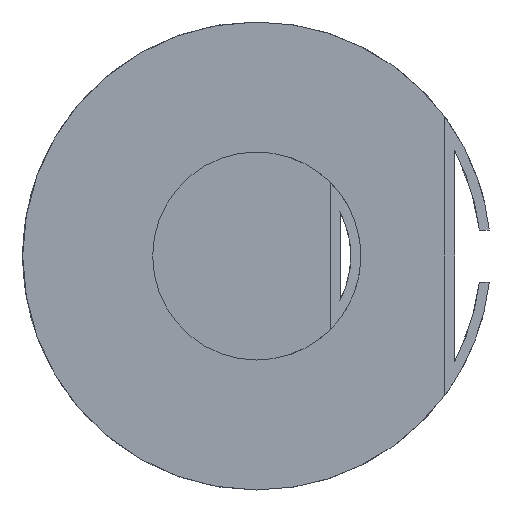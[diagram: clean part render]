
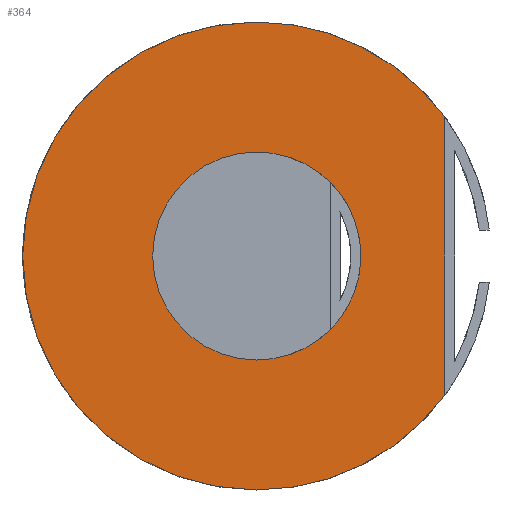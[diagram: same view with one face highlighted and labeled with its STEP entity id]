
A CAD part, front view. The second image highlights one B-rep face of the part: STEP entity #364.
In plain terms, the highlighted planar face has unit normal (0, -1, 0).
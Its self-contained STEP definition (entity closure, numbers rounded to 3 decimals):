
#2 = LINE ( 'NONE', #423, #774 ) ;
#5 = FACE_BOUND ( 'NONE', #436, .T. ) ;
#6 = ORIENTED_EDGE ( 'NONE', *, *, #193, .T. ) ;
#21 = ORIENTED_EDGE ( 'NONE', *, *, #331, .T. ) ;
#36 = DIRECTION ( 'NONE',  ( 0., 1., 0. ) ) ;
#49 = CARTESIAN_POINT ( 'NONE',  ( 0., 22., 45. ) ) ;
#50 = CARTESIAN_POINT ( 'NONE',  ( 0., 22., 0. ) ) ;
#66 = ORIENTED_EDGE ( 'NONE', *, *, #442, .F. ) ;
#68 = DIRECTION ( 'NONE',  ( 0., 0., 1. ) ) ;
#77 = ORIENTED_EDGE ( 'NONE', *, *, #78, .F. ) ;
#78 = EDGE_CURVE ( 'NONE', #776, #540, #320, .T. ) ;
#97 = CIRCLE ( 'NONE', #192, 45. ) ;
#109 = CIRCLE ( 'NONE', #548, 45. ) ;
#110 = DIRECTION ( 'NONE',  ( 0., 1., 0. ) ) ;
#144 = ORIENTED_EDGE ( 'NONE', *, *, #269, .T. ) ;
#166 = CARTESIAN_POINT ( 'NONE',  ( 36.142, 22., -26.809 ) ) ;
#187 = DIRECTION ( 'NONE',  ( 0., 0., 1. ) ) ;
#188 = EDGE_CURVE ( 'NONE', #540, #758, #97, .T. ) ;
#192 = AXIS2_PLACEMENT_3D ( 'NONE', #521, #261, #403 ) ;
#193 = EDGE_CURVE ( 'NONE', #679, #204, #534, .T. ) ;
#204 = VERTEX_POINT ( 'NONE', #695 ) ;
#230 = FACE_OUTER_BOUND ( 'NONE', #433, .T. ) ;
#261 = DIRECTION ( 'NONE',  ( 0., 1., 0. ) ) ;
#262 = AXIS2_PLACEMENT_3D ( 'NONE', #50, #355, #601 ) ;
#269 = EDGE_CURVE ( 'NONE', #204, #679, #673, .T. ) ;
#270 = CARTESIAN_POINT ( 'NONE',  ( 0., 22., 0. ) ) ;
#306 = CARTESIAN_POINT ( 'NONE',  ( 0., 22., -45. ) ) ;
#315 = CARTESIAN_POINT ( 'NONE',  ( 0., 22., 0. ) ) ;
#320 = CIRCLE ( 'NONE', #767, 45. ) ;
#331 = EDGE_CURVE ( 'NONE', #776, #424, #2, .T. ) ;
#341 = DIRECTION ( 'NONE',  ( 0., 0., 1. ) ) ;
#350 = PLANE ( 'NONE',  #712 ) ;
#355 = DIRECTION ( 'NONE',  ( 0., 1., 0. ) ) ;
#364 = ADVANCED_FACE ( 'NONE', ( #5, #230 ), #350, .F. ) ;
#384 = CARTESIAN_POINT ( 'NONE',  ( 0., 22., 20. ) ) ;
#403 = DIRECTION ( 'NONE',  ( 0., 0., 1. ) ) ;
#417 = ORIENTED_EDGE ( 'NONE', *, *, #188, .F. ) ;
#423 = CARTESIAN_POINT ( 'NONE',  ( 36.142, 22., 0. ) ) ;
#424 = VERTEX_POINT ( 'NONE', #496 ) ;
#425 = DIRECTION ( 'NONE',  ( 0., 0., 1. ) ) ;
#433 = EDGE_LOOP ( 'NONE', ( #77, #21, #66, #417 ) ) ;
#436 = EDGE_LOOP ( 'NONE', ( #144, #6 ) ) ;
#442 = EDGE_CURVE ( 'NONE', #758, #424, #109, .T. ) ;
#489 = CARTESIAN_POINT ( 'NONE',  ( 0., 22., 0. ) ) ;
#496 = CARTESIAN_POINT ( 'NONE',  ( 36.142, 22., 26.809 ) ) ;
#498 = DIRECTION ( 'NONE',  ( 0., 1., 0. ) ) ;
#521 = CARTESIAN_POINT ( 'NONE',  ( 0., 22., 0. ) ) ;
#534 = CIRCLE ( 'NONE', #635, 20. ) ;
#540 = VERTEX_POINT ( 'NONE', #306 ) ;
#548 = AXIS2_PLACEMENT_3D ( 'NONE', #315, #498, #68 ) ;
#566 = DIRECTION ( 'NONE',  ( 0., 1., 0. ) ) ;
#601 = DIRECTION ( 'NONE',  ( 0., 0., 1. ) ) ;
#635 = AXIS2_PLACEMENT_3D ( 'NONE', #270, #36, #341 ) ;
#662 = CARTESIAN_POINT ( 'NONE',  ( 0., 22., 0. ) ) ;
#673 = CIRCLE ( 'NONE', #262, 20. ) ;
#679 = VERTEX_POINT ( 'NONE', #384 ) ;
#695 = CARTESIAN_POINT ( 'NONE',  ( 0., 22., -20. ) ) ;
#712 = AXIS2_PLACEMENT_3D ( 'NONE', #662, #110, #425 ) ;
#758 = VERTEX_POINT ( 'NONE', #49 ) ;
#767 = AXIS2_PLACEMENT_3D ( 'NONE', #489, #566, #187 ) ;
#770 = DIRECTION ( 'NONE',  ( 0., 0., 1. ) ) ;
#774 = VECTOR ( 'NONE', #770, 1000. ) ;
#776 = VERTEX_POINT ( 'NONE', #166 ) ;
